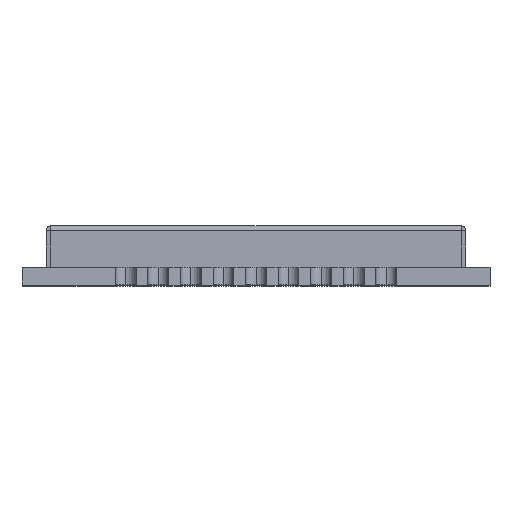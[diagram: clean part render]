
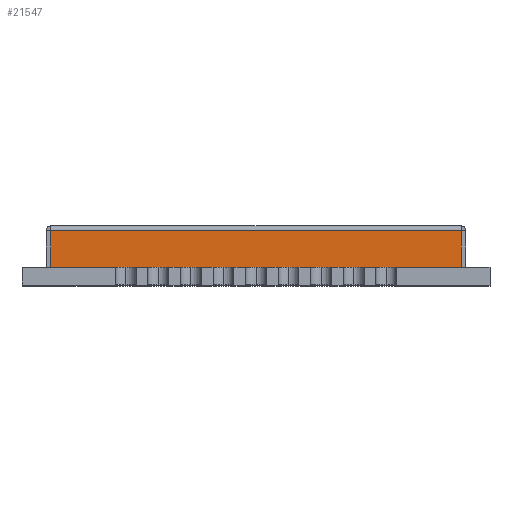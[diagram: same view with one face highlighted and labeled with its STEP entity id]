
A CAD part, top view. The second image highlights one B-rep face of the part: STEP entity #21547.
In plain terms, the highlighted planar face has unit normal (0, 0, 1).
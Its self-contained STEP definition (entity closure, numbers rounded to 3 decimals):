
#1504 = ORIENTED_EDGE ( 'NONE', *, *, #5273, .F. ) ;
#2544 = VERTEX_POINT ( 'NONE', #18375 ) ;
#2622 = DIRECTION ( 'NONE',  ( 1., 0., 0. ) ) ;
#4163 = CARTESIAN_POINT ( 'NONE',  ( -6.928, 1.84, 8.035 ) ) ;
#4890 = CARTESIAN_POINT ( 'NONE',  ( -6.928, 1.84, 8.035 ) ) ;
#5273 = EDGE_CURVE ( 'NONE', #2544, #6529, #8486, .T. ) ;
#6175 = PLANE ( 'NONE',  #7935 ) ;
#6529 = VERTEX_POINT ( 'NONE', #10436 ) ;
#7767 = LINE ( 'NONE', #4163, #12531 ) ;
#7935 = AXIS2_PLACEMENT_3D ( 'NONE', #9783, #11638, #9627 ) ;
#8486 = LINE ( 'NONE', #9226, #10855 ) ;
#9211 = EDGE_CURVE ( 'NONE', #2544, #19196, #19396, .T. ) ;
#9226 = CARTESIAN_POINT ( 'NONE',  ( -6.925, 0.6, 8.035 ) ) ;
#9627 = DIRECTION ( 'NONE',  ( 0., -1., 0. ) ) ;
#9783 = CARTESIAN_POINT ( 'NONE',  ( 0., 0., 8.035 ) ) ;
#9818 = LINE ( 'NONE', #14000, #12184 ) ;
#10436 = CARTESIAN_POINT ( 'NONE',  ( -6.928, 0.6, 8.035 ) ) ;
#10650 = DIRECTION ( 'NONE',  ( 0., 1., 0. ) ) ;
#10761 = EDGE_LOOP ( 'NONE', ( #15592, #19568, #1504, #11690 ) ) ;
#10855 = VECTOR ( 'NONE', #21174, 1000. ) ;
#11638 = DIRECTION ( 'NONE',  ( 0., 0., 1. ) ) ;
#11690 = ORIENTED_EDGE ( 'NONE', *, *, #9211, .T. ) ;
#12184 = VECTOR ( 'NONE', #10650, 1000. ) ;
#12531 = VECTOR ( 'NONE', #2622, 1000. ) ;
#12695 = VERTEX_POINT ( 'NONE', #4890 ) ;
#13023 = DIRECTION ( 'NONE',  ( 0., 1., 0. ) ) ;
#13555 = FACE_OUTER_BOUND ( 'NONE', #10761, .T. ) ;
#13563 = VECTOR ( 'NONE', #13023, 1000. ) ;
#14000 = CARTESIAN_POINT ( 'NONE',  ( -6.928, 1.85, 8.035 ) ) ;
#14948 = CARTESIAN_POINT ( 'NONE',  ( 6.928, 1.84, 8.035 ) ) ;
#15592 = ORIENTED_EDGE ( 'NONE', *, *, #20750, .F. ) ;
#16384 = CARTESIAN_POINT ( 'NONE',  ( 6.928, 0., 8.035 ) ) ;
#18375 = CARTESIAN_POINT ( 'NONE',  ( 6.928, 0.6, 8.035 ) ) ;
#19196 = VERTEX_POINT ( 'NONE', #14948 ) ;
#19396 = LINE ( 'NONE', #16384, #13563 ) ;
#19568 = ORIENTED_EDGE ( 'NONE', *, *, #21898, .F. ) ;
#20750 = EDGE_CURVE ( 'NONE', #12695, #19196, #7767, .T. ) ;
#21174 = DIRECTION ( 'NONE',  ( -1., 0., 0. ) ) ;
#21547 = ADVANCED_FACE ( 'NONE', ( #13555 ), #6175, .T. ) ;
#21898 = EDGE_CURVE ( 'NONE', #6529, #12695, #9818, .T. ) ;
